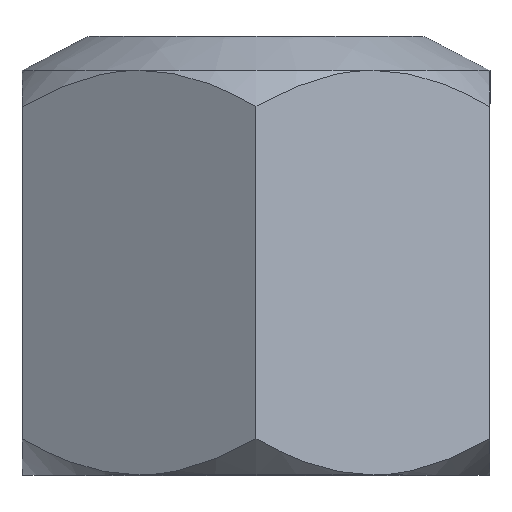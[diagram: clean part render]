
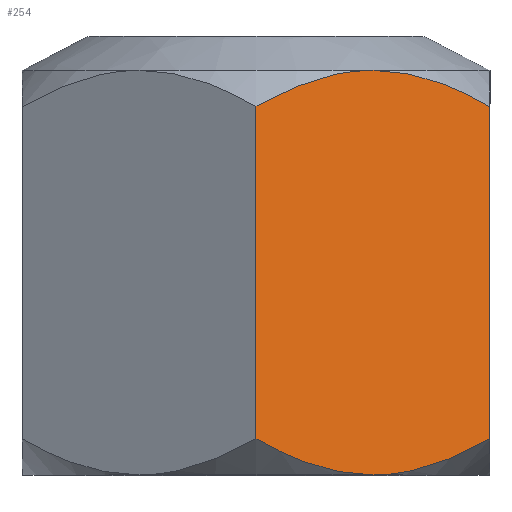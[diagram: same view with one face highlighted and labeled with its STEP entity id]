
A CAD part, top view. The second image highlights one B-rep face of the part: STEP entity #254.
In plain terms, the highlighted planar face has unit normal (0.5, 0, 0.866).
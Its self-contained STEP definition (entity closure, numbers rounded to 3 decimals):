
#150 = VERTEX_POINT( '', #407 );
#156 = VERTEX_POINT( '', #413 );
#182 = EDGE_CURVE( '', #318, #224, #440, .T. );
#184 = EDGE_CURVE( '', #352, #156, #442, .T. );
#224 = VERTEX_POINT( '', #489 );
#242 = EDGE_CURVE( '', #150, #224, #509, .T. );
#254 = ADVANCED_FACE( '', ( #523 ), #524, .F. );
#286 = EDGE_CURVE( '', #156, #382, #562, .T. );
#300 = EDGE_CURVE( '', #318, #352, #577, .T. );
#318 = VERTEX_POINT( '', #600 );
#344 = EDGE_CURVE( '', #382, #150, #628, .T. );
#352 = VERTEX_POINT( '', #638 );
#382 = VERTEX_POINT( '', #668 );
#407 = CARTESIAN_POINT( '', ( 4., 13.834, 6.928 ) );
#413 = CARTESIAN_POINT( '', ( 0., 1.238, 9.238 ) );
#440 = LINE( '', #755, #756 );
#442 = ( B_SPLINE_CURVE( 2, ( #760, #761, #762 ), .UNSPECIFIED., .F., .F. )B_SPLINE_CURVE_WITH_KNOTS( ( 3, 3 ), ( 14.562, 21.013 ), .UNSPECIFIED. )RATIONAL_B_SPLINE_CURVE( ( 1., 1.087, 1.097 ) )BOUNDED_CURVE(  )REPRESENTATION_ITEM( '' )GEOMETRIC_REPRESENTATION_ITEM(  )CURVE(  ) );
#489 = CARTESIAN_POINT( '', ( 8., 12.597, 4.619 ) );
#509 = ( B_SPLINE_CURVE( 2, ( #903, #904, #905 ), .UNSPECIFIED., .F., .F. )B_SPLINE_CURVE_WITH_KNOTS( ( 3, 3 ), ( 14.562, 21.013 ), .UNSPECIFIED. )RATIONAL_B_SPLINE_CURVE( ( 1., 1.087, 1.097 ) )BOUNDED_CURVE(  )REPRESENTATION_ITEM( '' )GEOMETRIC_REPRESENTATION_ITEM(  )CURVE(  ) );
#523 = FACE_OUTER_BOUND( '', #926, .T. );
#524 = PLANE( '', #927 );
#562 = LINE( '', #976, #977 );
#577 = ( B_SPLINE_CURVE( 2, ( #1015, #1016, #1017 ), .UNSPECIFIED., .F., .F. )B_SPLINE_CURVE_WITH_KNOTS( ( 3, 3 ), ( 8.11, 14.562 ), .UNSPECIFIED. )RATIONAL_B_SPLINE_CURVE( ( 1.097, 1.087, 1. ) )BOUNDED_CURVE(  )REPRESENTATION_ITEM( '' )GEOMETRIC_REPRESENTATION_ITEM(  )CURVE(  ) );
#600 = CARTESIAN_POINT( '', ( 8., 1.238, 4.619 ) );
#628 = ( B_SPLINE_CURVE( 2, ( #1120, #1121, #1122 ), .UNSPECIFIED., .F., .F. )B_SPLINE_CURVE_WITH_KNOTS( ( 3, 3 ), ( 8.11, 14.562 ), .UNSPECIFIED. )RATIONAL_B_SPLINE_CURVE( ( 1.097, 1.087, 1. ) )BOUNDED_CURVE(  )REPRESENTATION_ITEM( '' )GEOMETRIC_REPRESENTATION_ITEM(  )CURVE(  ) );
#638 = CARTESIAN_POINT( '', ( 4., 0., 6.928 ) );
#668 = CARTESIAN_POINT( '', ( 0., 12.597, 9.238 ) );
#755 = CARTESIAN_POINT( '', ( 8., 0., 4.619 ) );
#756 = VECTOR( '', #1262, 1. );
#760 = CARTESIAN_POINT( '', ( 4., 0., 6.928 ) );
#761 = CARTESIAN_POINT( '', ( 2.144, 0., 8. ) );
#762 = CARTESIAN_POINT( '', ( 0., 1.238, 9.238 ) );
#903 = CARTESIAN_POINT( '', ( 4., 13.834, 6.928 ) );
#904 = CARTESIAN_POINT( '', ( 5.856, 13.834, 5.856 ) );
#905 = CARTESIAN_POINT( '', ( 8., 12.597, 4.619 ) );
#926 = EDGE_LOOP( '', ( #1352, #1353, #1354, #1355, #1356, #1357 ) );
#927 = AXIS2_PLACEMENT_3D( '', #1358, #1359, #1360 );
#976 = CARTESIAN_POINT( '', ( 0., 0., 9.238 ) );
#977 = VECTOR( '', #1429, 1. );
#1015 = CARTESIAN_POINT( '', ( 8., 1.238, 4.619 ) );
#1016 = CARTESIAN_POINT( '', ( 5.856, 0., 5.856 ) );
#1017 = CARTESIAN_POINT( '', ( 4., 0., 6.928 ) );
#1120 = CARTESIAN_POINT( '', ( 0., 12.597, 9.238 ) );
#1121 = CARTESIAN_POINT( '', ( 2.144, 13.834, 8. ) );
#1122 = CARTESIAN_POINT( '', ( 4., 13.834, 6.928 ) );
#1262 = DIRECTION( '', ( 0., 1., 0. ) );
#1352 = ORIENTED_EDGE( '', *, *, #242, .F. );
#1353 = ORIENTED_EDGE( '', *, *, #344, .F. );
#1354 = ORIENTED_EDGE( '', *, *, #286, .F. );
#1355 = ORIENTED_EDGE( '', *, *, #184, .F. );
#1356 = ORIENTED_EDGE( '', *, *, #300, .F. );
#1357 = ORIENTED_EDGE( '', *, *, #182, .T. );
#1358 = CARTESIAN_POINT( '', ( 0., 0., 9.238 ) );
#1359 = DIRECTION( '', ( -0.5, 0., -0.866 ) );
#1360 = DIRECTION( '', ( -0.866, 0., 0.5 ) );
#1429 = DIRECTION( '', ( 0., 1., 0. ) );
